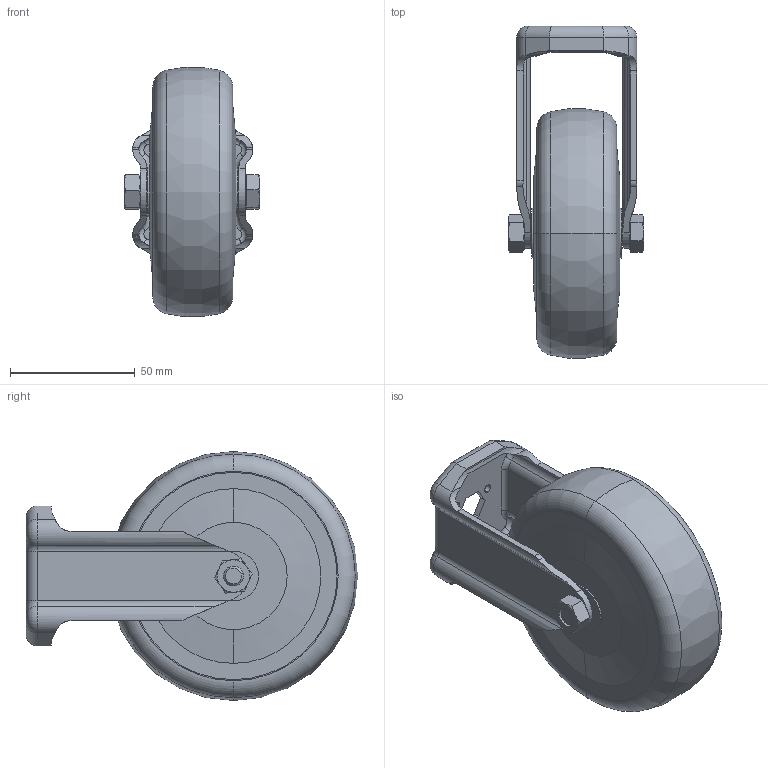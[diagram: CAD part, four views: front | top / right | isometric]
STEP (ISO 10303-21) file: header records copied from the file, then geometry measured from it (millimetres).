
FILE_DESCRIPTION (( 'STEP AP203' ), '1' );
FILE_NAME ('151135.step', '2021-06-03T16:22:11', ( '' ), ( '' ), 'SwSTEP 2.0', 'SolidWorks 2021', '' );
FILE_SCHEMA (( 'CONFIG_CONTROL_DESIGN' ));
Length unit declared in the file: millimetre
Products named in the file (1): 151135
Bounding box: 54.2 x 132.86 x 99.71 mm (x, y, z)
Volume: 269281.6 mm3; surface area: 61602.2 mm2
Topology: 5 solids, 5 shells, 186 faces, 440 edges, 269 vertices
Faces by surface type: cylinder 68, plane 65, cone 31, torus 22
Entity records: 5974 total; most frequent: CARTESIAN_POINT 1694, DIRECTION 881, ORIENTED_EDGE 880, EDGE_CURVE 440, AXIS2_PLACEMENT_3D 346, VERTEX_POINT 269, EDGE_LOOP 205, VECTOR 189
